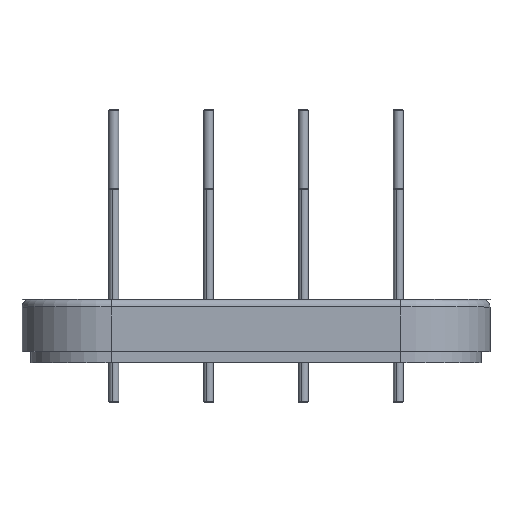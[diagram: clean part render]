
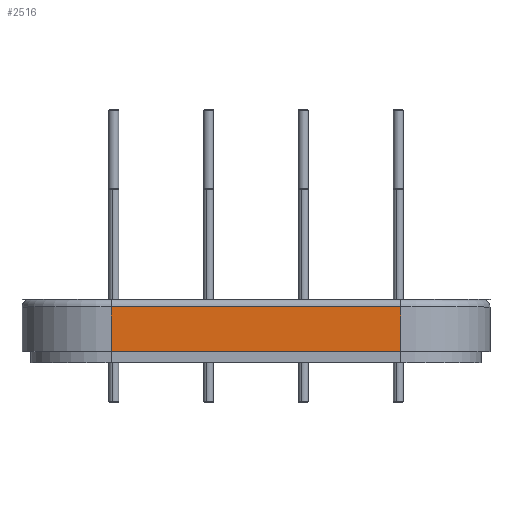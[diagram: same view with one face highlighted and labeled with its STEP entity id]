
A CAD part, top view. The second image highlights one B-rep face of the part: STEP entity #2516.
In plain terms, the highlighted planar face has unit normal (0, 0, 1).
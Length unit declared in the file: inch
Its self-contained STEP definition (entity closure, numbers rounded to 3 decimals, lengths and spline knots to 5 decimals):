
#239 = ORIENTED_EDGE ( 'NONE', *, *, #3149, .T. ) ;
#349 = FACE_OUTER_BOUND ( 'NONE', #435, .T. ) ;
#435 = EDGE_LOOP ( 'NONE', ( #239, #1233, #4773, #3979 ) ) ;
#1185 = DIRECTION ( 'NONE',  ( 0., 1., 0. ) ) ;
#1233 = ORIENTED_EDGE ( 'NONE', *, *, #5248, .T. ) ;
#1501 = CARTESIAN_POINT ( 'NONE',  ( 0.195, 0.06, 0.138 ) ) ;
#1901 = LINE ( 'NONE', #4055, #2370 ) ;
#2370 = VECTOR ( 'NONE', #4985, 39.37008 ) ;
#2453 = VECTOR ( 'NONE', #3995, 39.37008 ) ;
#2472 = LINE ( 'NONE', #4678, #5265 ) ;
#2516 = ADVANCED_FACE ( 'NONE', ( #349 ), #3722, .F. ) ;
#2604 = DIRECTION ( 'NONE',  ( 0., 0., -1. ) ) ;
#2713 = CARTESIAN_POINT ( 'NONE',  ( -0.3155, 0., 0.138 ) ) ;
#2743 = VERTEX_POINT ( 'NONE', #1501 ) ;
#3149 = EDGE_CURVE ( 'NONE', #3609, #2743, #4167, .T. ) ;
#3304 = DIRECTION ( 'NONE',  ( 0., -1., 0. ) ) ;
#3311 = AXIS2_PLACEMENT_3D ( 'NONE', #3435, #2604, #3460 ) ;
#3345 = CARTESIAN_POINT ( 'NONE',  ( 0.195, 0.07, 0.138 ) ) ;
#3412 = VERTEX_POINT ( 'NONE', #5289 ) ;
#3425 = EDGE_CURVE ( 'NONE', #3764, #3609, #4026, .T. ) ;
#3435 = CARTESIAN_POINT ( 'NONE',  ( -0.3155, 0.07, 0.138 ) ) ;
#3460 = DIRECTION ( 'NONE',  ( -1., 0., 0. ) ) ;
#3609 = VERTEX_POINT ( 'NONE', #4228 ) ;
#3722 = PLANE ( 'NONE',  #3311 ) ;
#3764 = VERTEX_POINT ( 'NONE', #3880 ) ;
#3857 = VECTOR ( 'NONE', #1185, 39.37008 ) ;
#3880 = CARTESIAN_POINT ( 'NONE',  ( -0.195, 0., 0.138 ) ) ;
#3979 = ORIENTED_EDGE ( 'NONE', *, *, #3425, .T. ) ;
#3995 = DIRECTION ( 'NONE',  ( 1., 0., 0. ) ) ;
#4026 = LINE ( 'NONE', #2713, #2453 ) ;
#4055 = CARTESIAN_POINT ( 'NONE',  ( -0.195, 0.06, 0.138 ) ) ;
#4167 = LINE ( 'NONE', #3345, #3857 ) ;
#4228 = CARTESIAN_POINT ( 'NONE',  ( 0.195, 0., 0.138 ) ) ;
#4677 = EDGE_CURVE ( 'NONE', #3412, #3764, #2472, .T. ) ;
#4678 = CARTESIAN_POINT ( 'NONE',  ( -0.195, 0.07, 0.138 ) ) ;
#4773 = ORIENTED_EDGE ( 'NONE', *, *, #4677, .T. ) ;
#4985 = DIRECTION ( 'NONE',  ( -1., 0., 0. ) ) ;
#5248 = EDGE_CURVE ( 'NONE', #2743, #3412, #1901, .T. ) ;
#5265 = VECTOR ( 'NONE', #3304, 39.37008 ) ;
#5289 = CARTESIAN_POINT ( 'NONE',  ( -0.195, 0.06, 0.138 ) ) ;
